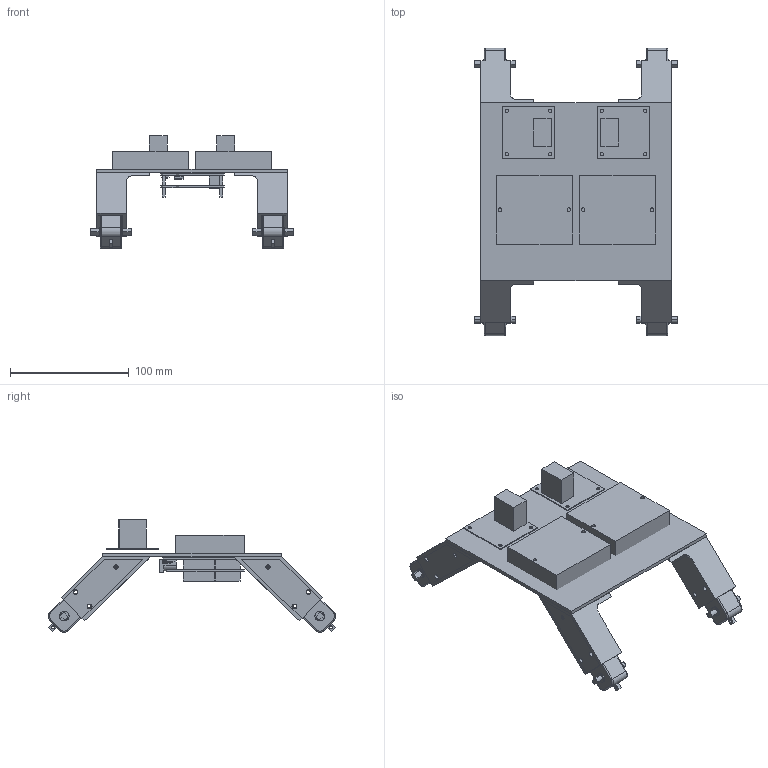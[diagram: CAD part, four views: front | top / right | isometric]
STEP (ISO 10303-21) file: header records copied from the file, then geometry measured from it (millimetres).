
FILE_DESCRIPTION(/* description */ (''),/* implementation_level */ '2;1');
FILE_NAME(/* name */ 'EDP_lunar_rover.step',/* time_stamp */ '2022-06-13T12:33:04+01:00',/* author */ (''),/* organization */ (''),/* preprocessor_version */ 'ST-DEVELOPER v19',/* originating_system */ 'Autodesk Translation Framework v11.7.0.108',/* authorisation */ '');
FILE_SCHEMA (('AUTOMOTIVE_DESIGN { 1 0 10303 214 3 1 1 }'));
Length unit declared in the file: millimetre
Products named in the file (23): rover2; Metro MCU; acrylic chassis; legs; yellow-plastic-motor; left; left_cover; legs v7(Mirror); yellow-plastic-motor v1(Mirror); left(Mirror); left_cover(Mirror); legs v7(Mirror) (1); yellow-plastic-motor v1(Mirror) (1); left(Mirror) (1); left_cover(Mirror) (1); legs v7(Mirror)(Mirror); yellow-plastic-motor v1(Mirror)(Mirror); left(Mirror)(Mirror); left_cover(Mirror)(Mirror); WiFi Shield for Metro M0; H-Bridge; battery pack; battery pack(Mirror)
Assembly tree (23 placements, depth 3):
  rover2
    Metro MCU
    acrylic chassis
    legs
      yellow-plastic-motor
      left
      left_cover
    legs v7(Mirror)
      yellow-plastic-motor v1(Mirror)
      left(Mirror)
      left_cover(Mirror)
    legs v7(Mirror) (1)
      yellow-plastic-motor v1(Mirror) (1)
      left(Mirror) (1)
      left_cover(Mirror) (1)
    legs v7(Mirror)(Mirror)
      yellow-plastic-motor v1(Mirror)(Mirror)
      left(Mirror)(Mirror)
      left_cover(Mirror)(Mirror)
    WiFi Shield for Metro M0
    H-Bridge  x2
    battery pack
    battery pack(Mirror)
Bounding box: 170.5 x 242.02 x 94.7 mm (x, y, z)
Volume: 430299.1 mm3; surface area: 192393.2 mm2
Topology: 30 solids, 30 shells, 665 faces, 1628 edges, 1052 vertices
Faces by surface type: plane 400, cylinder 181, bspline 64, torus 20
Full cylindrical faces by diameter (mm): 2 x4, 2.5 x4, 2.8 x8, 3 x17, 3.2 x8, 3.5 x12, 4 x16, 7 x1, 8 x8, 10 x8
Entity records: 25265 total; most frequent: CARTESIAN_POINT 8860, ORIENTED_EDGE 3184, DIRECTION 3070, EDGE_CURVE 1592, AXIS2_PLACEMENT_3D 1038, VERTEX_POINT 1028, LINE 994, VECTOR 994
